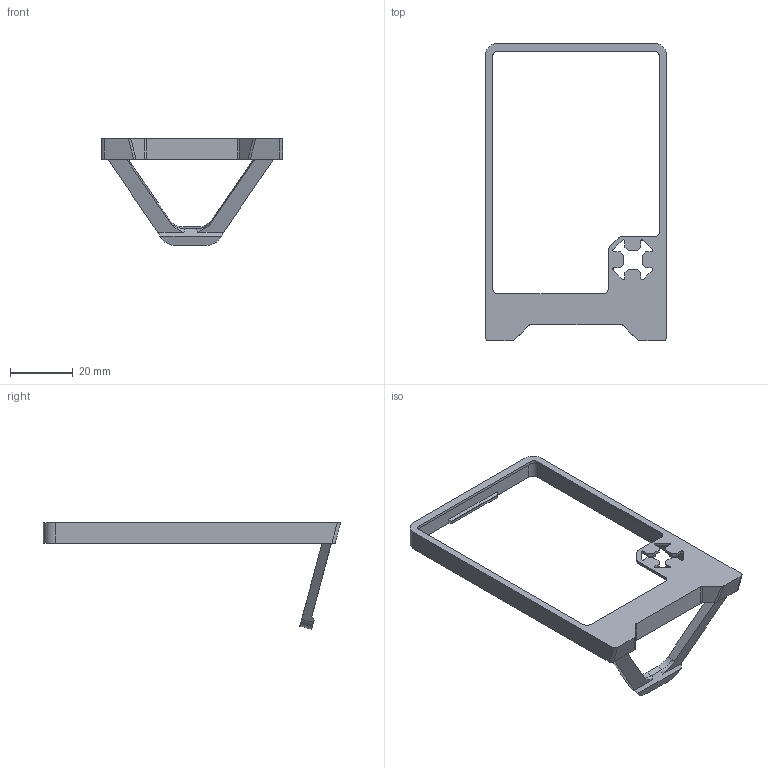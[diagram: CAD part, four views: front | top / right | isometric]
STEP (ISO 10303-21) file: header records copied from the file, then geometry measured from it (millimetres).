
FILE_DESCRIPTION(/* description */ (''),/* implementation_level */ '2;1');
FILE_NAME(/* name */ 'case.step',/* time_stamp */ '2021-10-10T13:20:48-05:00',/* author */ (''),/* organization */ (''),/* preprocessor_version */ 'ST-DEVELOPER v18.1',/* originating_system */ 'Autodesk Translation Framework v10.10.0.1391',/* authorisation */ '');
FILE_SCHEMA (('AUTOMOTIVE_DESIGN { 1 0 10303 214 3 1 1 }'));
Length unit declared in the file: millimetre
Products named in the file (4): Case Final; CardClock; Case; Stand
Assembly tree (3 placements, depth 3):
  Case Final
    CardClock
      Case
      Stand
Bounding box: 57.6 x 94.48 x 33.87 mm (x, y, z)
Volume: 5675.4 mm3; surface area: 8200.7 mm2
Topology: 2 solids, 2 shells, 145 faces, 401 edges, 266 vertices
Faces by surface type: plane 100, cylinder 39, torus 4, bspline 2
Full cylindrical faces by diameter (mm): 2.584 x4
Entity records: 4879 total; most frequent: CARTESIAN_POINT 990, ORIENTED_EDGE 802, DIRECTION 783, EDGE_CURVE 401, LINE 303, VECTOR 303, VERTEX_POINT 266, AXIS2_PLACEMENT_3D 240
